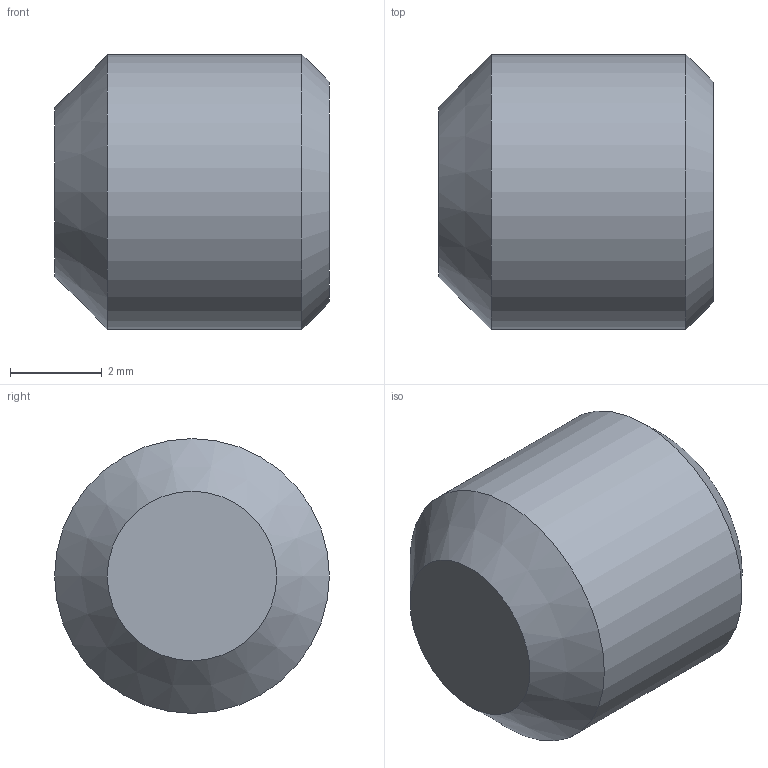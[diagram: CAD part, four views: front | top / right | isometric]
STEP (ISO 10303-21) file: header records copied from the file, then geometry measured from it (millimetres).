
FILE_DESCRIPTION (( 'STEP AP203' ), '1' );
FILE_NAME ('58299-240-6.step', '2019-12-16T13:58:54', ( '' ), ( '' ), 'SwSTEP 2.0', 'SolidWorks 2015', '' );
FILE_SCHEMA (( 'CONFIG_CONTROL_DESIGN' ));
Length unit declared in the file: millimetre
Products named in the file (2): 58299-240-6
Bounding box: 6 x 6 x 6 mm (x, y, z)
Volume: 126.2 mm3; surface area: 187.1 mm2
Topology: 1 solids, 1 shells, 289 faces, 767 edges, 510 vertices
Faces by surface type: bspline 149, plane 136, cone 3, cylinder 1
Full cylindrical faces by diameter (mm): 6 x1
Entity records: 18013 total; most frequent: CARTESIAN_POINT 11725, ORIENTED_EDGE 1520, EDGE_CURVE 760, DIRECTION 756, VERTEX_POINT 506, VECTOR 452, LINE 452, EDGE_LOOP 322
